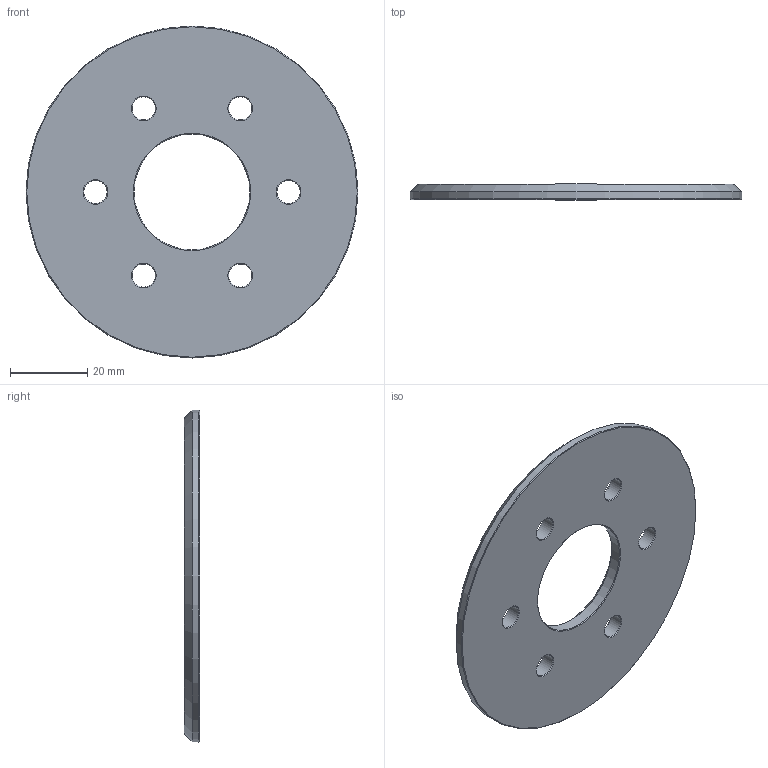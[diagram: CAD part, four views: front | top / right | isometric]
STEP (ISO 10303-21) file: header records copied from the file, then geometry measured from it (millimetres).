
FILE_DESCRIPTION(/* description */ (''),/* implementation_level */ '2;1');
FILE_NAME(/* name */ 'Prop Plate.step',/* time_stamp */ '2025-09-22T16:06:55-04:00',/* author */ (''),/* organization */ (''),/* preprocessor_version */ 'ST-DEVELOPER v20.1',/* originating_system */ 'Autodesk Translation Framework v14.17.0.0',/* authorisation */ '');
FILE_SCHEMA (('AUTOMOTIVE_DESIGN { 1 0 10303 214 3 1 1 }'));
Length unit declared in the file: millimetre
Products named in the file (1): Prop Plate
Bounding box: 86 x 4 x 86 mm (x, y, z)
Volume: 15145.7 mm3; surface area: 11906.6 mm2
Topology: 1 solids, 1 shells, 176 faces, 420 edges, 252 vertices
Faces by surface type: cone 64, cylinder 56, plane 56
Full cylindrical faces by diameter (mm): 6 x6, 30 x1, 86 x1
Entity records: 5120 total; most frequent: DIRECTION 954, CARTESIAN_POINT 849, ORIENTED_EDGE 840, EDGE_CURVE 420, AXIS2_PLACEMENT_3D 357, VERTEX_POINT 252, LINE 240, VECTOR 240
